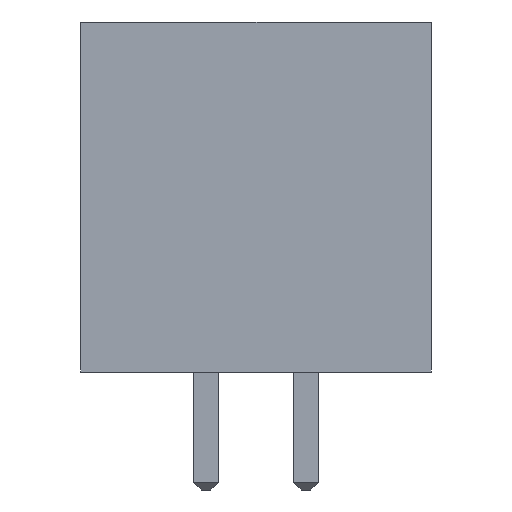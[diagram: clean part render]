
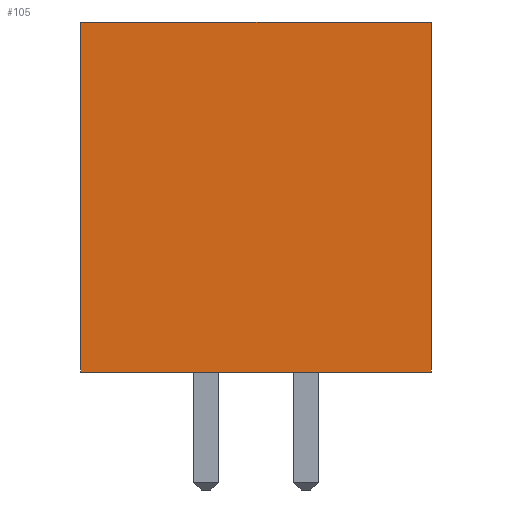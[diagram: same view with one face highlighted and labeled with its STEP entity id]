
A CAD part, left-side view. The second image highlights one B-rep face of the part: STEP entity #105.
In plain terms, the highlighted planar face has unit normal (-1, 0, 0).
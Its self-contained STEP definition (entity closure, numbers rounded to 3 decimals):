
#21 = EDGE_CURVE('',#22,#24,#26,.T.);
#22 = VERTEX_POINT('',#23);
#23 = CARTESIAN_POINT('',(-5.08,-3.18,0.));
#24 = VERTEX_POINT('',#25);
#25 = CARTESIAN_POINT('',(-5.08,-3.18,1.55));
#26 = LINE('',#27,#28);
#27 = CARTESIAN_POINT('',(-5.08,-3.18,0.));
#28 = VECTOR('',#29,1.);
#29 = DIRECTION('',(0.,0.,1.));
#88 = VERTEX_POINT('',#89);
#89 = CARTESIAN_POINT('',(-5.08,-3.18,8.9));
#95 = EDGE_CURVE('',#24,#88,#96,.T.);
#96 = LINE('',#97,#98);
#97 = CARTESIAN_POINT('',(-5.08,-3.18,1.55));
#98 = VECTOR('',#99,1.);
#99 = DIRECTION('',(0.,0.,1.));
#105 = ADVANCED_FACE('',(#106),#140,.T.);
#106 = FACE_BOUND('',#107,.T.);
#107 = EDGE_LOOP('',(#108,#118,#124,#125,#126,#134));
#108 = ORIENTED_EDGE('',*,*,#109,.F.);
#109 = EDGE_CURVE('',#110,#112,#114,.T.);
#110 = VERTEX_POINT('',#111);
#111 = CARTESIAN_POINT('',(-5.08,5.72,0.));
#112 = VERTEX_POINT('',#113);
#113 = CARTESIAN_POINT('',(-5.08,5.72,1.55));
#114 = LINE('',#115,#116);
#115 = CARTESIAN_POINT('',(-5.08,5.72,0.));
#116 = VECTOR('',#117,1.);
#117 = DIRECTION('',(0.,0.,1.));
#118 = ORIENTED_EDGE('',*,*,#119,.T.);
#119 = EDGE_CURVE('',#110,#22,#120,.T.);
#120 = LINE('',#121,#122);
#121 = CARTESIAN_POINT('',(-5.08,5.72,0.));
#122 = VECTOR('',#123,1.);
#123 = DIRECTION('',(0.,-1.,0.));
#124 = ORIENTED_EDGE('',*,*,#21,.T.);
#125 = ORIENTED_EDGE('',*,*,#95,.T.);
#126 = ORIENTED_EDGE('',*,*,#127,.F.);
#127 = EDGE_CURVE('',#128,#88,#130,.T.);
#128 = VERTEX_POINT('',#129);
#129 = CARTESIAN_POINT('',(-5.08,5.72,8.9));
#130 = LINE('',#131,#132);
#131 = CARTESIAN_POINT('',(-5.08,5.72,8.9));
#132 = VECTOR('',#133,1.);
#133 = DIRECTION('',(0.,-1.,0.));
#134 = ORIENTED_EDGE('',*,*,#135,.F.);
#135 = EDGE_CURVE('',#112,#128,#136,.T.);
#136 = LINE('',#137,#138);
#137 = CARTESIAN_POINT('',(-5.08,5.72,1.55));
#138 = VECTOR('',#139,1.);
#139 = DIRECTION('',(0.,0.,1.));
#140 = PLANE('',#141);
#141 = AXIS2_PLACEMENT_3D('',#142,#143,#144);
#142 = CARTESIAN_POINT('',(-5.08,5.72,0.));
#143 = DIRECTION('',(-1.,0.,0.));
#144 = DIRECTION('',(0.,0.,-1.));
